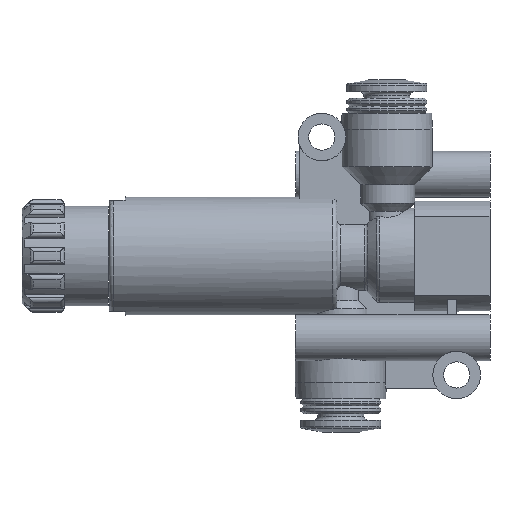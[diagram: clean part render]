
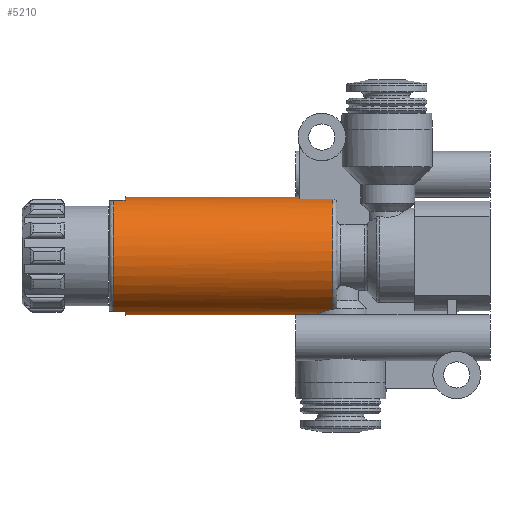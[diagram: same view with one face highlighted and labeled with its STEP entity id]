
A CAD part, left-side view. The second image highlights one B-rep face of the part: STEP entity #5210.
In plain terms, the highlighted cylindrical face has radius 7.5 mm (diameter 15 mm), a full revolution.
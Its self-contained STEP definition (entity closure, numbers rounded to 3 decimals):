
#173=LINE('',#6907,#368);
#174=LINE('',#6911,#369);
#175=LINE('',#6912,#370);
#176=LINE('',#6917,#371);
#177=LINE('',#6921,#372);
#178=LINE('',#6925,#373);
#368=VECTOR('',#5865,1000.);
#369=VECTOR('',#5868,1000.);
#370=VECTOR('',#5869,1000.);
#371=VECTOR('',#5872,1000.);
#372=VECTOR('',#5875,1000.);
#373=VECTOR('',#5878,1000.);
#563=B_SPLINE_CURVE_WITH_KNOTS('',3,(#6897,#6898,#6899,#6900,#6901,#6902,
#6903),.UNSPECIFIED.,.F.,.F.,(4,1,1,1,4),(0.,0.002,0.005,
0.007,0.009),.UNSPECIFIED.);
#734=ORIENTED_EDGE('',*,*,#1858,.F.);
#735=ORIENTED_EDGE('',*,*,#1859,.F.);
#736=ORIENTED_EDGE('',*,*,#1860,.F.);
#737=ORIENTED_EDGE('',*,*,#1861,.T.);
#738=ORIENTED_EDGE('',*,*,#1862,.T.);
#739=ORIENTED_EDGE('',*,*,#1863,.T.);
#740=ORIENTED_EDGE('',*,*,#1864,.F.);
#741=ORIENTED_EDGE('',*,*,#1865,.T.);
#742=ORIENTED_EDGE('',*,*,#1866,.F.);
#743=ORIENTED_EDGE('',*,*,#1867,.F.);
#744=ORIENTED_EDGE('',*,*,#1868,.F.);
#745=ORIENTED_EDGE('',*,*,#1869,.T.);
#746=ORIENTED_EDGE('',*,*,#1870,.F.);
#747=ORIENTED_EDGE('',*,*,#1871,.F.);
#1858=EDGE_CURVE('',#2420,#2421,#2812,.T.);
#1859=EDGE_CURVE('',#2422,#2420,#563,.T.);
#1860=EDGE_CURVE('',#2423,#2422,#2813,.T.);
#1861=EDGE_CURVE('',#2423,#2424,#173,.F.);
#1862=EDGE_CURVE('',#2424,#2425,#2814,.T.);
#1863=EDGE_CURVE('',#2425,#2421,#174,.T.);
#1864=EDGE_CURVE('',#2426,#2427,#175,.T.);
#1865=EDGE_CURVE('',#2426,#2428,#2815,.T.);
#1866=EDGE_CURVE('',#2429,#2428,#176,.F.);
#1867=EDGE_CURVE('',#2430,#2429,#2816,.T.);
#1868=EDGE_CURVE('',#2431,#2430,#177,.T.);
#1869=EDGE_CURVE('',#2431,#2432,#2817,.T.);
#1870=EDGE_CURVE('',#2433,#2432,#178,.F.);
#1871=EDGE_CURVE('',#2427,#2433,#2818,.T.);
#2420=VERTEX_POINT('',#6895);
#2421=VERTEX_POINT('',#6896);
#2422=VERTEX_POINT('',#6904);
#2423=VERTEX_POINT('',#6906);
#2424=VERTEX_POINT('',#6908);
#2425=VERTEX_POINT('',#6910);
#2426=VERTEX_POINT('',#6913);
#2427=VERTEX_POINT('',#6914);
#2428=VERTEX_POINT('',#6916);
#2429=VERTEX_POINT('',#6918);
#2430=VERTEX_POINT('',#6920);
#2431=VERTEX_POINT('',#6922);
#2432=VERTEX_POINT('',#6924);
#2433=VERTEX_POINT('',#6926);
#2812=CIRCLE('',#5439,7.5);
#2813=CIRCLE('',#5440,7.5);
#2814=CIRCLE('',#5441,7.5);
#2815=CIRCLE('',#5442,7.5);
#2816=CIRCLE('',#5443,7.5);
#2817=CIRCLE('',#5444,7.5);
#2818=CIRCLE('',#5445,7.5);
#3008=EDGE_LOOP('',(#734,#735,#736,#737,#738,#739));
#3009=EDGE_LOOP('',(#740,#741,#742,#743,#744,#745,#746,#747));
#3292=FACE_BOUND('',#3008,.T.);
#3293=FACE_BOUND('',#3009,.T.);
#3576=CYLINDRICAL_SURFACE('',#5438,7.5);
#5210=ADVANCED_FACE('',(#3292,#3293),#3576,.T.);
#5438=AXIS2_PLACEMENT_3D('',#6893,#5859,#5860);
#5439=AXIS2_PLACEMENT_3D('',#6894,#5861,#5862);
#5440=AXIS2_PLACEMENT_3D('',#6905,#5863,#5864);
#5441=AXIS2_PLACEMENT_3D('',#6909,#5866,#5867);
#5442=AXIS2_PLACEMENT_3D('',#6915,#5870,#5871);
#5443=AXIS2_PLACEMENT_3D('',#6919,#5873,#5874);
#5444=AXIS2_PLACEMENT_3D('',#6923,#5876,#5877);
#5445=AXIS2_PLACEMENT_3D('',#6927,#5879,#5880);
#5859=DIRECTION('',(0.,-1.,0.));
#5860=DIRECTION('',(0.,0.,-1.));
#5861=DIRECTION('',(0.,-1.,0.));
#5862=DIRECTION('',(0.,0.,-1.));
#5863=DIRECTION('',(0.,-1.,0.));
#5864=DIRECTION('',(0.,0.,-1.));
#5865=DIRECTION('',(0.,-1.,0.));
#5866=DIRECTION('',(0.,1.,0.));
#5867=DIRECTION('',(0.,0.,1.));
#5868=DIRECTION('',(0.,-1.,0.));
#5869=DIRECTION('',(0.,-1.,0.));
#5870=DIRECTION('',(0.,-1.,0.));
#5871=DIRECTION('',(0.,0.,-1.));
#5872=DIRECTION('',(0.,-1.,0.));
#5873=DIRECTION('',(0.,1.,0.));
#5874=DIRECTION('',(0.,0.,1.));
#5875=DIRECTION('',(0.,-1.,0.));
#5876=DIRECTION('',(0.,-1.,0.));
#5877=DIRECTION('',(0.,0.,-1.));
#5878=DIRECTION('',(0.,-1.,0.));
#5879=DIRECTION('',(0.,1.,0.));
#5880=DIRECTION('',(0.,0.,1.));
#6893=CARTESIAN_POINT('',(0.,0.,0.));
#6894=CARTESIAN_POINT('',(0.,19.8,0.));
#6895=CARTESIAN_POINT('',(3.354,19.8,-6.708));
#6896=CARTESIAN_POINT('',(1.221,19.8,7.4));
#6897=CARTESIAN_POINT('',(-3.354,19.8,-6.708));
#6898=CARTESIAN_POINT('',(-3.137,20.529,-6.817));
#6899=CARTESIAN_POINT('',(-2.262,21.779,-7.239));
#6900=CARTESIAN_POINT('',(-0.008,22.559,-7.63));
#6901=CARTESIAN_POINT('',(2.258,21.785,-7.241));
#6902=CARTESIAN_POINT('',(3.137,20.528,-6.817));
#6903=CARTESIAN_POINT('',(3.354,19.8,-6.708));
#6904=CARTESIAN_POINT('',(-3.354,19.8,-6.708));
#6905=CARTESIAN_POINT('',(0.,19.8,0.));
#6906=CARTESIAN_POINT('',(-2.2,19.8,7.17));
#6907=CARTESIAN_POINT('',(-2.2,0.,7.17));
#6908=CARTESIAN_POINT('',(-2.2,24.,7.17));
#6909=CARTESIAN_POINT('',(0.,24.,0.));
#6910=CARTESIAN_POINT('',(1.221,24.,7.4));
#6911=CARTESIAN_POINT('',(1.221,0.,7.4));
#6912=CARTESIAN_POINT('',(2.693,0.,-7.));
#6913=CARTESIAN_POINT('',(2.693,47.5,-7.));
#6914=CARTESIAN_POINT('',(2.693,46.,-7.));
#6915=CARTESIAN_POINT('',(0.,47.5,0.));
#6916=CARTESIAN_POINT('',(2.693,47.5,7.));
#6917=CARTESIAN_POINT('',(2.693,0.,7.));
#6918=CARTESIAN_POINT('',(2.693,46.,7.));
#6919=CARTESIAN_POINT('',(0.,46.,0.));
#6920=CARTESIAN_POINT('',(-2.693,46.,7.));
#6921=CARTESIAN_POINT('',(-2.693,0.,7.));
#6922=CARTESIAN_POINT('',(-2.693,47.5,7.));
#6923=CARTESIAN_POINT('',(0.,47.5,0.));
#6924=CARTESIAN_POINT('',(-2.693,47.5,-7.));
#6925=CARTESIAN_POINT('',(-2.693,0.,-7.));
#6926=CARTESIAN_POINT('',(-2.693,46.,-7.));
#6927=CARTESIAN_POINT('',(0.,46.,0.));
